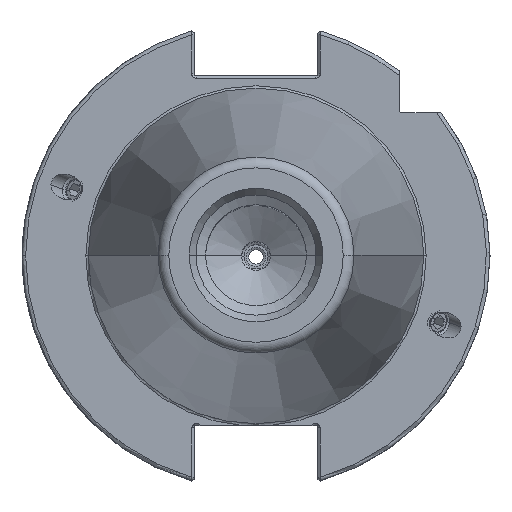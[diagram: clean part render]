
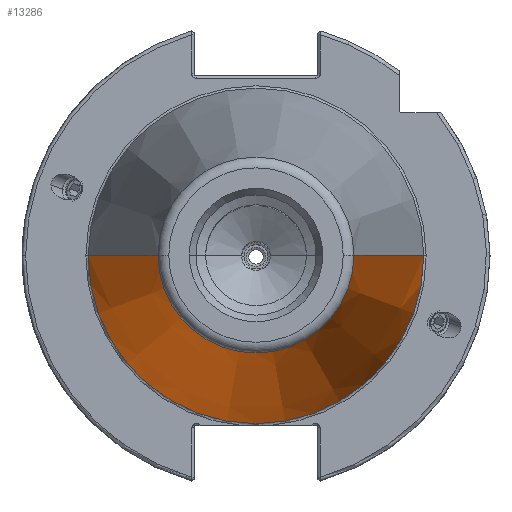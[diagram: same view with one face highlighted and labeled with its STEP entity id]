
A CAD part, top view. The second image highlights one B-rep face of the part: STEP entity #13286.
In plain terms, the highlighted conical face has half-angle 8.297 degrees and reference radius 20.108 mm.
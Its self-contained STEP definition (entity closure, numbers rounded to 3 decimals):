
#221 = DIRECTION ( 'NONE',  ( 0., 0., -1. ) ) ;
#412 = FACE_OUTER_BOUND ( 'NONE', #5620, .T. ) ;
#444 = CIRCLE ( 'NONE', #7453, 20.389 ) ;
#492 = VECTOR ( 'NONE', #6164, 1000. ) ;
#580 = CARTESIAN_POINT ( 'NONE',  ( 0., 0., 99.675 ) ) ;
#986 = VERTEX_POINT ( 'NONE', #7814 ) ;
#1677 = CONICAL_SURFACE ( 'NONE', #9546, 20.108, 0.145 ) ;
#1742 = DIRECTION ( 'NONE',  ( 1., 0., 0. ) ) ;
#1926 = CARTESIAN_POINT ( 'NONE',  ( 20.108, 0., 101.6 ) ) ;
#2072 = VERTEX_POINT ( 'NONE', #5721 ) ;
#2138 = ORIENTED_EDGE ( 'NONE', *, *, #9166, .F. ) ;
#2369 = EDGE_CURVE ( 'NONE', #986, #3394, #8877, .T. ) ;
#3394 = VERTEX_POINT ( 'NONE', #3854 ) ;
#3408 = CARTESIAN_POINT ( 'NONE',  ( -20.389, 0., 99.675 ) ) ;
#3646 = DIRECTION ( 'NONE',  ( 0., 0., -1. ) ) ;
#3756 = AXIS2_PLACEMENT_3D ( 'NONE', #6794, #221, #7892 ) ;
#3854 = CARTESIAN_POINT ( 'NONE',  ( 34.925, 0., 0. ) ) ;
#5081 = CIRCLE ( 'NONE', #3756, 34.925 ) ;
#5620 = EDGE_LOOP ( 'NONE', ( #10936, #12546, #10818, #2138 ) ) ;
#5721 = CARTESIAN_POINT ( 'NONE',  ( -34.925, 0., 0. ) ) ;
#6164 = DIRECTION ( 'NONE',  ( 0.144, 0., -0.99 ) ) ;
#6649 = LINE ( 'NONE', #11867, #12322 ) ;
#6794 = CARTESIAN_POINT ( 'NONE',  ( 0., 0., 0. ) ) ;
#7453 = AXIS2_PLACEMENT_3D ( 'NONE', #580, #8232, #1742 ) ;
#7814 = CARTESIAN_POINT ( 'NONE',  ( 20.389, 0., 99.675 ) ) ;
#7892 = DIRECTION ( 'NONE',  ( -1., 0., 0. ) ) ;
#8232 = DIRECTION ( 'NONE',  ( 0., 0., -1. ) ) ;
#8805 = VERTEX_POINT ( 'NONE', #3408 ) ;
#8877 = LINE ( 'NONE', #1926, #492 ) ;
#9166 = EDGE_CURVE ( 'NONE', #3394, #2072, #5081, .T. ) ;
#9546 = AXIS2_PLACEMENT_3D ( 'NONE', #11359, #3646, #10347 ) ;
#10347 = DIRECTION ( 'NONE',  ( -1., 0., 0. ) ) ;
#10818 = ORIENTED_EDGE ( 'NONE', *, *, #12002, .T. ) ;
#10936 = ORIENTED_EDGE ( 'NONE', *, *, #2369, .F. ) ;
#11359 = CARTESIAN_POINT ( 'NONE',  ( 0., 0., 101.6 ) ) ;
#11867 = CARTESIAN_POINT ( 'NONE',  ( -20.108, 0., 101.6 ) ) ;
#12002 = EDGE_CURVE ( 'NONE', #8805, #2072, #6649, .T. ) ;
#12322 = VECTOR ( 'NONE', #13988, 1000. ) ;
#12546 = ORIENTED_EDGE ( 'NONE', *, *, #12715, .T. ) ;
#12715 = EDGE_CURVE ( 'NONE', #986, #8805, #444, .T. ) ;
#13286 = ADVANCED_FACE ( 'NONE', ( #412 ), #1677, .T. ) ;
#13988 = DIRECTION ( 'NONE',  ( -0.144, 0., -0.99 ) ) ;
